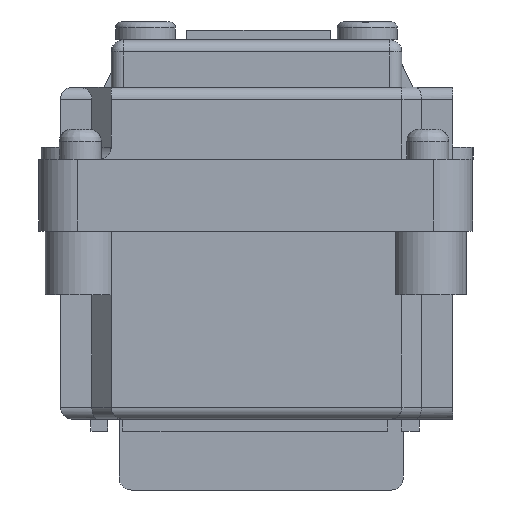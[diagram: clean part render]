
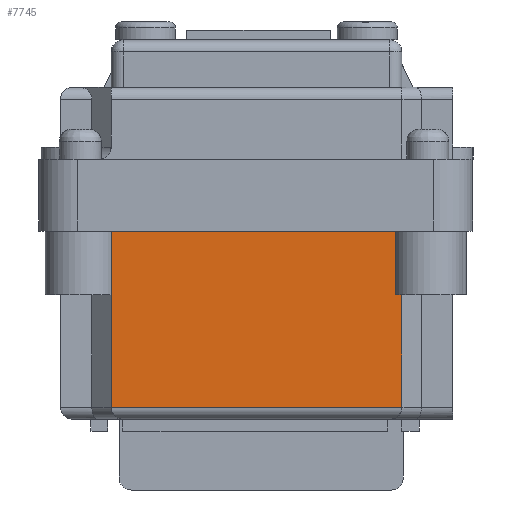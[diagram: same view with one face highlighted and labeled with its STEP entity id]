
A CAD part, left-side view. The second image highlights one B-rep face of the part: STEP entity #7745.
In plain terms, the highlighted planar face has unit normal (-1, 0, 0).
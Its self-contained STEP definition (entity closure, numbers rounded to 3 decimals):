
#798=FACE_OUTER_BOUND('',#1245,.T.);
#1245=EDGE_LOOP('',(#6749,#6750,#6751,#6752,#6753,#6754));
#2134=LINE('',#12452,#3037);
#2137=LINE('',#12460,#3040);
#2152=LINE('',#12501,#3055);
#2153=LINE('',#12503,#3056);
#2154=LINE('',#12505,#3057);
#2155=LINE('',#12506,#3058);
#3037=VECTOR('',#10116,1.035);
#3040=VECTOR('',#10123,10.6);
#3055=VECTOR('',#10160,47.508);
#3056=VECTOR('',#10161,29.4);
#3057=VECTOR('',#10162,48.542);
#3058=VECTOR('',#10163,18.8);
#3756=VERTEX_POINT('',#12450);
#3757=VERTEX_POINT('',#12451);
#3760=VERTEX_POINT('',#12459);
#3775=VERTEX_POINT('',#12500);
#3776=VERTEX_POINT('',#12502);
#3777=VERTEX_POINT('',#12504);
#4774=EDGE_CURVE('',#3756,#3757,#2134,.T.);
#4778=EDGE_CURVE('',#3757,#3760,#2137,.T.);
#4798=EDGE_CURVE('',#3775,#3760,#2152,.T.);
#4799=EDGE_CURVE('',#3775,#3776,#2153,.T.);
#4800=EDGE_CURVE('',#3777,#3776,#2154,.T.);
#4801=EDGE_CURVE('',#3756,#3777,#2155,.T.);
#6749=ORIENTED_EDGE('',*,*,#4774,.T.);
#6750=ORIENTED_EDGE('',*,*,#4778,.T.);
#6751=ORIENTED_EDGE('',*,*,#4798,.F.);
#6752=ORIENTED_EDGE('',*,*,#4799,.T.);
#6753=ORIENTED_EDGE('',*,*,#4800,.F.);
#6754=ORIENTED_EDGE('',*,*,#4801,.F.);
#7362=PLANE('',#8283);
#7745=ADVANCED_FACE('',(#798),#7362,.T.);
#8283=AXIS2_PLACEMENT_3D('',#12499,#10158,#10159);
#10116=DIRECTION('',(0.,1.,0.));
#10123=DIRECTION('',(0.,0.,1.));
#10158=DIRECTION('center_axis',(-1.,0.,0.));
#10159=DIRECTION('ref_axis',(0.,1.,0.));
#10160=DIRECTION('',(0.,-1.,0.));
#10161=DIRECTION('',(0.,0.,-1.));
#10162=DIRECTION('',(0.,1.,0.));
#10163=DIRECTION('',(0.,0.,-1.));
#12450=CARTESIAN_POINT('',(-31.442,-23.242,-34.6));
#12451=CARTESIAN_POINT('',(-31.442,-22.208,-34.6));
#12452=CARTESIAN_POINT('',(-31.442,-25.396,-34.6));
#12459=CARTESIAN_POINT('',(-31.442,-22.208,-24.));
#12460=CARTESIAN_POINT('',(-31.442,-22.208,-24.));
#12499=CARTESIAN_POINT('Origin',(-31.442,-23.242,-24.));
#12500=CARTESIAN_POINT('',(-31.442,25.3,-24.));
#12501=CARTESIAN_POINT('',(-31.442,-11.029,-24.));
#12502=CARTESIAN_POINT('',(-31.442,25.3,-53.4));
#12503=CARTESIAN_POINT('',(-31.442,25.3,-24.));
#12504=CARTESIAN_POINT('',(-31.442,-23.242,-53.4));
#12505=CARTESIAN_POINT('',(-31.442,-11.107,-53.4));
#12506=CARTESIAN_POINT('',(-31.442,-23.242,-24.));
